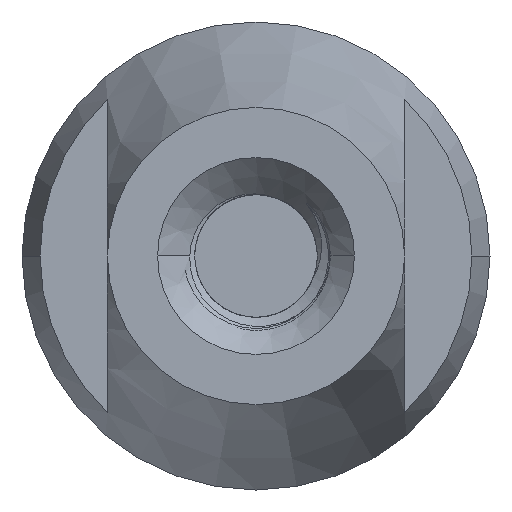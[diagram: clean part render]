
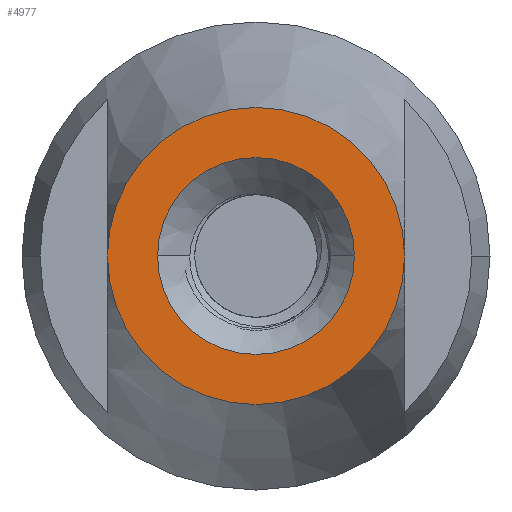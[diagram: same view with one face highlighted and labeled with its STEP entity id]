
A CAD part, front view. The second image highlights one B-rep face of the part: STEP entity #4977.
In plain terms, the highlighted planar face has unit normal (0, -1, 0).
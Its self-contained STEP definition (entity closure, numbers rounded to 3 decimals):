
#147=CARTESIAN_POINT('',(0.,0.,0.));
#148=DIRECTION('',(0.,1.,0.));
#149=DIRECTION('',(1.,0.,0.));
#150=AXIS2_PLACEMENT_3D('',#147,#148,#149);
#173=CARTESIAN_POINT('',(4.,0.,0.));
#189=CARTESIAN_POINT('',(0.,0.,0.));
#190=DIRECTION('',(0.,-1.,0.));
#191=DIRECTION('',(1.,0.,0.));
#192=AXIS2_PLACEMENT_3D('',#189,#190,#191);
#208=CARTESIAN_POINT('',(-4.,0.,0.));
#219=CARTESIAN_POINT('',(0.,0.,0.));
#220=DIRECTION('',(0.,1.,0.));
#221=DIRECTION('',(1.,0.,0.));
#222=AXIS2_PLACEMENT_3D('',#219,#220,#221);
#224=CARTESIAN_POINT('',(0.,0.,0.));
#225=DIRECTION('',(0.,1.,0.));
#226=DIRECTION('',(-1.,0.,0.));
#227=AXIS2_PLACEMENT_3D('',#224,#225,#226);
#4563=CARTESIAN_POINT('',(2.65,0.,0.));
#4564=CARTESIAN_POINT('',(-2.65,0.,0.));
#4565=VERTEX_POINT('',#4563);
#4566=VERTEX_POINT('',#4564);
#4717=VERTEX_POINT('',#173);
#4719=VERTEX_POINT('',#208);
#4962=CARTESIAN_POINT('',(0.,0.,0.));
#4963=DIRECTION('',(0.,-1.,0.));
#4964=DIRECTION('',(-1.,0.,0.));
#4965=AXIS2_PLACEMENT_3D('',#4962,#4963,#4964);
#4966=PLANE('',#4965);
#4967=ORIENTED_EDGE('',*,*,#4939,.F.);
#4968=ORIENTED_EDGE('',*,*,#4911,.T.);
#4969=EDGE_LOOP('',(#4967,#4968));
#4970=FACE_OUTER_BOUND('',#4969,.F.);
#4972=ORIENTED_EDGE('',*,*,#4971,.F.);
#4974=ORIENTED_EDGE('',*,*,#4973,.F.);
#4975=EDGE_LOOP('',(#4972,#4974));
#4976=FACE_BOUND('',#4975,.F.);
#4977=ADVANCED_FACE('',(#4970,#4976),#4966,.T.);
#151=CIRCLE('',#150,4.);
#193=CIRCLE('',#192,4.);
#223=CIRCLE('',#222,2.65);
#228=CIRCLE('',#227,2.65);
#4911=EDGE_CURVE('',#4717,#4719,#151,.T.);
#4939=EDGE_CURVE('',#4717,#4719,#193,.T.);
#4971=EDGE_CURVE('',#4565,#4566,#223,.T.);
#4973=EDGE_CURVE('',#4566,#4565,#228,.T.);
